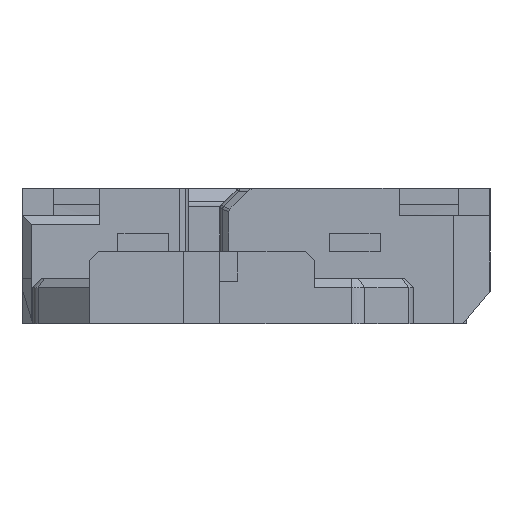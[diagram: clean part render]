
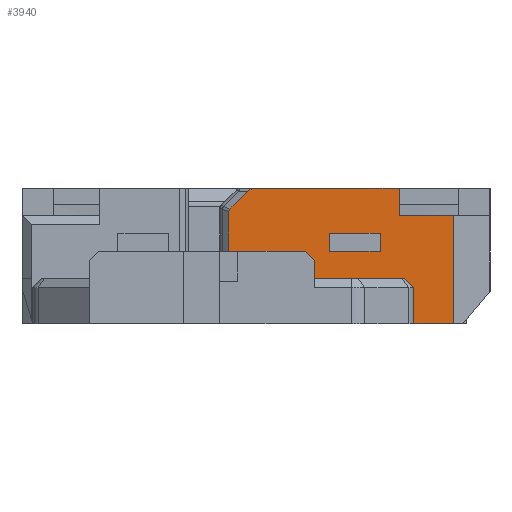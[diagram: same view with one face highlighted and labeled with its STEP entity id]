
A CAD part, left-side view. The second image highlights one B-rep face of the part: STEP entity #3940.
In plain terms, the highlighted planar face has unit normal (-1, 0, 0).
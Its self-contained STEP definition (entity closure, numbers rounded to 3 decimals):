
#5 = EDGE_CURVE ( 'NONE', #14842, #6893, #14763, .T. ) ;
#69 = DIRECTION ( 'NONE',  ( 0., 0., -1. ) ) ;
#182 = DIRECTION ( 'NONE',  ( 0., -0.707, -0.707 ) ) ;
#189 = EDGE_CURVE ( 'NONE', #19179, #575, #11058, .T. ) ;
#284 = VECTOR ( 'NONE', #182, 1000. ) ;
#501 = CARTESIAN_POINT ( 'NONE',  ( 15.5, 12.2, 10. ) ) ;
#575 = VERTEX_POINT ( 'NONE', #16258 ) ;
#1061 = EDGE_CURVE ( 'NONE', #3165, #7712, #9375, .T. ) ;
#1084 = DIRECTION ( 'NONE',  ( 0., 0., 1. ) ) ;
#1243 = LINE ( 'NONE', #12128, #284 ) ;
#1436 = EDGE_CURVE ( 'NONE', #10424, #4795, #7062, .T. ) ;
#1489 = EDGE_CURVE ( 'NONE', #10424, #16187, #6586, .T. ) ;
#1553 = VERTEX_POINT ( 'NONE', #15879 ) ;
#1631 = CARTESIAN_POINT ( 'NONE',  ( 15.5, 8.5, 4. ) ) ;
#1929 = ORIENTED_EDGE ( 'NONE', *, *, #1489, .T. ) ;
#2010 = CARTESIAN_POINT ( 'NONE',  ( 15.5, 29., 12. ) ) ;
#2243 = CARTESIAN_POINT ( 'NONE',  ( 15.5, 28.958, 12.628 ) ) ;
#2270 = ORIENTED_EDGE ( 'NONE', *, *, #8057, .T. ) ;
#2300 = EDGE_CURVE ( 'NONE', #6380, #17635, #18578, .T. ) ;
#2387 = CARTESIAN_POINT ( 'NONE',  ( 15.5, 8.5, 0. ) ) ;
#2415 = DIRECTION ( 'NONE',  ( 0., 1., 0. ) ) ;
#2566 = ORIENTED_EDGE ( 'NONE', *, *, #189, .F. ) ;
#2941 = ORIENTED_EDGE ( 'NONE', *, *, #11020, .T. ) ;
#3030 = VECTOR ( 'NONE', #3546, 1000. ) ;
#3165 = VERTEX_POINT ( 'NONE', #8463 ) ;
#3286 = EDGE_LOOP ( 'NONE', ( #11226, #10680, #15141, #2566, #16185, #5491, #12444, #7617, #2270, #9036, #2941, #7604 ) ) ;
#3546 = DIRECTION ( 'NONE',  ( 0., 1., 0. ) ) ;
#3598 = CARTESIAN_POINT ( 'NONE',  ( 15.5, 26.366, 15. ) ) ;
#3659 = DIRECTION ( 'NONE',  ( 0., 0., -1. ) ) ;
#3896 = CARTESIAN_POINT ( 'NONE',  ( 15.5, 4., 0. ) ) ;
#3940 = ADVANCED_FACE ( 'NONE', ( #6467, #11410 ), #11518, .T. ) ;
#3958 = CARTESIAN_POINT ( 'NONE',  ( 15.5, 10.1, 12. ) ) ;
#4028 = EDGE_CURVE ( 'NONE', #7712, #4363, #5506, .T. ) ;
#4075 = CARTESIAN_POINT ( 'NONE',  ( 15.5, 17.8, 10. ) ) ;
#4363 = VERTEX_POINT ( 'NONE', #2387 ) ;
#4795 = VERTEX_POINT ( 'NONE', #4075 ) ;
#4925 = CARTESIAN_POINT ( 'NONE',  ( 15.5, 8.5, 5. ) ) ;
#5056 = CARTESIAN_POINT ( 'NONE',  ( 15.5, 9.5, 5. ) ) ;
#5170 = CARTESIAN_POINT ( 'NONE',  ( 15.5, 29., 12.526 ) ) ;
#5268 = CARTESIAN_POINT ( 'NONE',  ( 15.5, 17.8, 8. ) ) ;
#5269 = CARTESIAN_POINT ( 'NONE',  ( 15.5, 0., 12. ) ) ;
#5460 = DIRECTION ( 'NONE',  ( -1., 0., 0. ) ) ;
#5484 = ORIENTED_EDGE ( 'NONE', *, *, #16987, .F. ) ;
#5491 = ORIENTED_EDGE ( 'NONE', *, *, #13293, .T. ) ;
#5506 = LINE ( 'NONE', #13369, #14468 ) ;
#5634 = DIRECTION ( 'NONE',  ( 0., 0., -1. ) ) ;
#5652 = CARTESIAN_POINT ( 'NONE',  ( 15.5, 10.1, 3.463 ) ) ;
#5752 = CARTESIAN_POINT ( 'NONE',  ( 15.5, 12.2, 8. ) ) ;
#6326 = VECTOR ( 'NONE', #6872, 1000. ) ;
#6380 = VERTEX_POINT ( 'NONE', #3958 ) ;
#6467 = FACE_OUTER_BOUND ( 'NONE', #3286, .T. ) ;
#6586 = LINE ( 'NONE', #12394, #9635 ) ;
#6599 = CARTESIAN_POINT ( 'NONE',  ( 15.5, 25.986, 15. ) ) ;
#6643 = CARTESIAN_POINT ( 'NONE',  ( 15.5, 28.876, 12.71 ) ) ;
#6674 = DIRECTION ( 'NONE',  ( 0., 1., 0. ) ) ;
#6721 = VECTOR ( 'NONE', #6674, 1000. ) ;
#6872 = DIRECTION ( 'NONE',  ( 0., 0.707, -0.707 ) ) ;
#6893 = VERTEX_POINT ( 'NONE', #9307 ) ;
#7062 = LINE ( 'NONE', #501, #3030 ) ;
#7429 = EDGE_CURVE ( 'NONE', #16187, #12518, #14048, .T. ) ;
#7604 = ORIENTED_EDGE ( 'NONE', *, *, #16632, .T. ) ;
#7617 = ORIENTED_EDGE ( 'NONE', *, *, #1061, .F. ) ;
#7712 = VERTEX_POINT ( 'NONE', #3896 ) ;
#7862 = CARTESIAN_POINT ( 'NONE',  ( 15.5, 12.2, 10. ) ) ;
#8057 = EDGE_CURVE ( 'NONE', #3165, #6380, #9297, .T. ) ;
#8305 = CARTESIAN_POINT ( 'NONE',  ( 15.5, 26.696, 14.89 ) ) ;
#8463 = CARTESIAN_POINT ( 'NONE',  ( 15.5, 4., 12. ) ) ;
#8580 = LINE ( 'NONE', #2010, #17303 ) ;
#8658 = EDGE_CURVE ( 'NONE', #6893, #575, #8580, .T. ) ;
#8933 = VECTOR ( 'NONE', #5634, 1000. ) ;
#9036 = ORIENTED_EDGE ( 'NONE', *, *, #2300, .T. ) ;
#9210 = LINE ( 'NONE', #18992, #9439 ) ;
#9297 = LINE ( 'NONE', #17285, #6721 ) ;
#9307 = CARTESIAN_POINT ( 'NONE',  ( 15.5, 29., 12.41 ) ) ;
#9375 = LINE ( 'NONE', #13152, #8933 ) ;
#9439 = VECTOR ( 'NONE', #2415, 1000. ) ;
#9454 = VERTEX_POINT ( 'NONE', #10081 ) ;
#9472 = ORIENTED_EDGE ( 'NONE', *, *, #7429, .T. ) ;
#9635 = VECTOR ( 'NONE', #13910, 1000. ) ;
#10081 = CARTESIAN_POINT ( 'NONE',  ( 15.5, 25.986, 15. ) ) ;
#10098 = CARTESIAN_POINT ( 'NONE',  ( 15.5, 14.793, 26.793 ) ) ;
#10424 = VERTEX_POINT ( 'NONE', #7862 ) ;
#10531 = VECTOR ( 'NONE', #69, 1000. ) ;
#10581 = LINE ( 'NONE', #10098, #6326 ) ;
#10680 = ORIENTED_EDGE ( 'NONE', *, *, #5, .T. ) ;
#11020 = EDGE_CURVE ( 'NONE', #17635, #9454, #9210, .T. ) ;
#11058 = LINE ( 'NONE', #4925, #17657 ) ;
#11226 = ORIENTED_EDGE ( 'NONE', *, *, #11924, .T. ) ;
#11285 = CARTESIAN_POINT ( 'NONE',  ( 15.5, 28.876, 12.71 ) ) ;
#11410 = FACE_BOUND ( 'NONE', #16171, .T. ) ;
#11518 = PLANE ( 'NONE',  #12649 ) ;
#11924 = EDGE_CURVE ( 'NONE', #1553, #14842, #10581, .T. ) ;
#11993 = DIRECTION ( 'NONE',  ( 0., 1., 0. ) ) ;
#12078 = CARTESIAN_POINT ( 'NONE',  ( 15.5, 8.5, 27.007 ) ) ;
#12128 = CARTESIAN_POINT ( 'NONE',  ( 15.5, 9.5, 5. ) ) ;
#12190 = VECTOR ( 'NONE', #1084, 1000. ) ;
#12394 = CARTESIAN_POINT ( 'NONE',  ( 15.5, 12.2, 10. ) ) ;
#12444 = ORIENTED_EDGE ( 'NONE', *, *, #4028, .F. ) ;
#12518 = VERTEX_POINT ( 'NONE', #5268 ) ;
#12649 = AXIS2_PLACEMENT_3D ( 'NONE', #5269, #5460, #18860 ) ;
#12809 = CARTESIAN_POINT ( 'NONE',  ( 15.5, 29., 12.41 ) ) ;
#13152 = CARTESIAN_POINT ( 'NONE',  ( 15.5, 4., 12. ) ) ;
#13293 = EDGE_CURVE ( 'NONE', #16415, #4363, #14548, .T. ) ;
#13369 = CARTESIAN_POINT ( 'NONE',  ( 15.5, 0., 0. ) ) ;
#13442 = CARTESIAN_POINT ( 'NONE',  ( 15.5, 17.8, 10. ) ) ;
#13910 = DIRECTION ( 'NONE',  ( 0., 0., -1. ) ) ;
#14048 = LINE ( 'NONE', #14956, #17121 ) ;
#14468 = VECTOR ( 'NONE', #17726, 1000. ) ;
#14548 = LINE ( 'NONE', #12078, #10531 ) ;
#14750 = DIRECTION ( 'NONE',  ( 0., 0., -1. ) ) ;
#14763 =( BOUNDED_CURVE ( )  B_SPLINE_CURVE ( 3, ( #11285, #2243, #5170, #12809 ),
 .UNSPECIFIED., .F., .F. ) 
 B_SPLINE_CURVE_WITH_KNOTS ( ( 4, 4 ),
 ( 2.868, 3.416 ),
 .UNSPECIFIED. ) 
 CURVE ( )  GEOMETRIC_REPRESENTATION_ITEM ( )  RATIONAL_B_SPLINE_CURVE ( ( 1., 0.975, 0.975, 1. ) ) 
 REPRESENTATION_ITEM ( '' )  );
#14842 = VERTEX_POINT ( 'NONE', #6643 ) ;
#14956 = CARTESIAN_POINT ( 'NONE',  ( 15.5, 8.5, 8. ) ) ;
#15141 = ORIENTED_EDGE ( 'NONE', *, *, #8658, .T. ) ;
#15471 = DIRECTION ( 'NONE',  ( 0., 1., 0. ) ) ;
#15879 = CARTESIAN_POINT ( 'NONE',  ( 15.5, 26.886, 14.7 ) ) ;
#16160 = LINE ( 'NONE', #13442, #17586 ) ;
#16171 = EDGE_LOOP ( 'NONE', ( #9472, #5484, #17863, #1929 ) ) ;
#16185 = ORIENTED_EDGE ( 'NONE', *, *, #18552, .T. ) ;
#16187 = VERTEX_POINT ( 'NONE', #5752 ) ;
#16258 = CARTESIAN_POINT ( 'NONE',  ( 15.5, 29., 5. ) ) ;
#16415 = VERTEX_POINT ( 'NONE', #1631 ) ;
#16632 = EDGE_CURVE ( 'NONE', #9454, #1553, #18524, .T. ) ;
#16987 = EDGE_CURVE ( 'NONE', #4795, #12518, #16160, .T. ) ;
#17121 = VECTOR ( 'NONE', #11993, 1000. ) ;
#17148 = CARTESIAN_POINT ( 'NONE',  ( 15.5, 26.886, 14.7 ) ) ;
#17285 = CARTESIAN_POINT ( 'NONE',  ( 15.5, 0., 12. ) ) ;
#17303 = VECTOR ( 'NONE', #3659, 1000. ) ;
#17586 = VECTOR ( 'NONE', #14750, 1000. ) ;
#17635 = VERTEX_POINT ( 'NONE', #18843 ) ;
#17657 = VECTOR ( 'NONE', #15471, 1000. ) ;
#17726 = DIRECTION ( 'NONE',  ( 0., 1., 0. ) ) ;
#17863 = ORIENTED_EDGE ( 'NONE', *, *, #1436, .F. ) ;
#18524 =( BOUNDED_CURVE ( )  B_SPLINE_CURVE ( 3, ( #6599, #3598, #8305, #17148 ),
 .UNSPECIFIED., .F., .T. ) 
 B_SPLINE_CURVE_WITH_KNOTS ( ( 4, 4 ),
 ( 1.571, 2.618 ),
 .UNSPECIFIED. ) 
 CURVE ( )  GEOMETRIC_REPRESENTATION_ITEM ( )  RATIONAL_B_SPLINE_CURVE ( ( 1., 0.911, 0.911, 1. ) ) 
 REPRESENTATION_ITEM ( '' )  );
#18552 = EDGE_CURVE ( 'NONE', #19179, #16415, #1243, .T. ) ;
#18578 = LINE ( 'NONE', #5652, #12190 ) ;
#18843 = CARTESIAN_POINT ( 'NONE',  ( 15.5, 10.1, 15. ) ) ;
#18860 = DIRECTION ( 'NONE',  ( 0., -1., 0. ) ) ;
#18992 = CARTESIAN_POINT ( 'NONE',  ( 15.5, 0., 15. ) ) ;
#19179 = VERTEX_POINT ( 'NONE', #5056 ) ;
